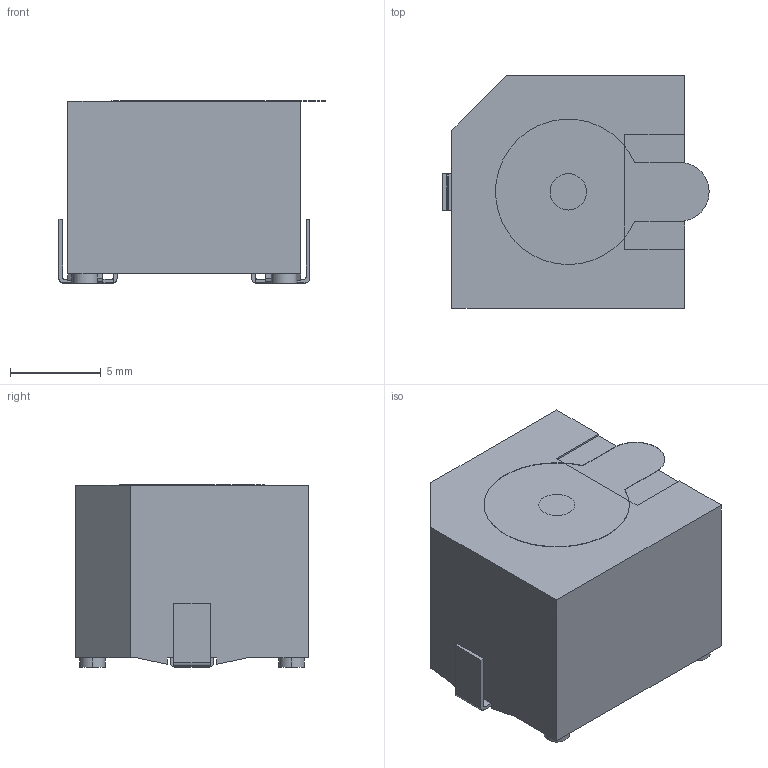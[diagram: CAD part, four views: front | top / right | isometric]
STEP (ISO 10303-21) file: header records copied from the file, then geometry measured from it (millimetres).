
FILE_DESCRIPTION(('STEP AP242'),'1');
FILE_NAME('smi-1324-tw-5v-5-r-t_r.stp','2024-01-04T22:19:41',('TraceParts'),('TraceParts S.A.'),'Spatial InterOp 3D',' ',' ');
FILE_SCHEMA(('AP242_MANAGED_MODEL_BASED_3D_ENGINEERING_MIM_LF {1 0 10303 442 1 1 4}'));
Length unit declared in the file: millimetre
Products named in the file (1): smi-1324-tw-5v-5-r-t_r_1
Bounding box: 14.65 x 12.8 x 10.02 mm (x, y, z)
Volume: 1016.2 mm3; surface area: 1491 mm2
Topology: 2 solids, 3 shells, 162 faces, 435 edges, 289 vertices
Faces by surface type: plane 111, cylinder 51
Entity records: 6364 total; most frequent: CARTESIAN_POINT 888, DIRECTION 882, ORIENTED_EDGE 870, EDGE_CURVE 435, LINE 316, VECTOR 316, VERTEX_POINT 289, AXIS2_PLACEMENT_3D 283
